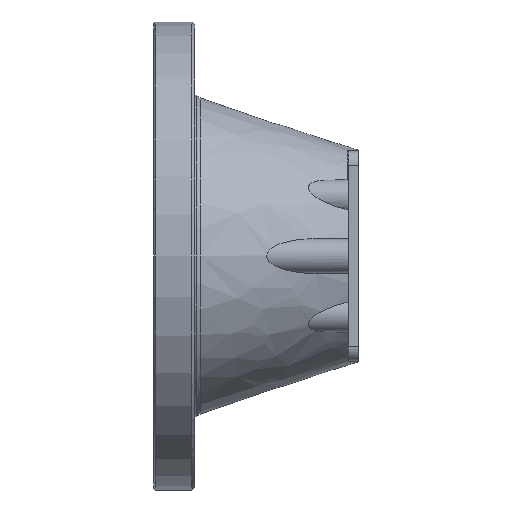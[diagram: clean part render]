
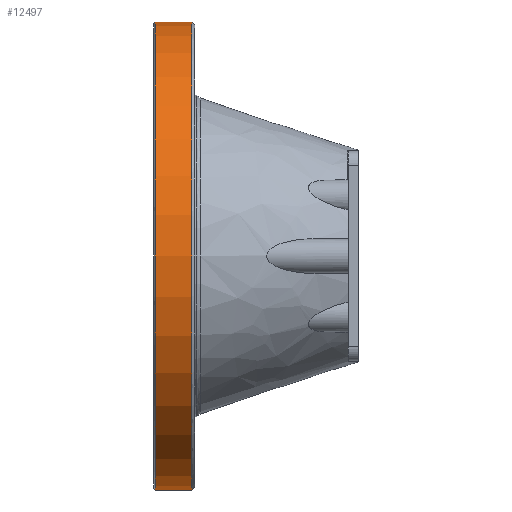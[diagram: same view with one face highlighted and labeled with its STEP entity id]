
A CAD part, front view. The second image highlights one B-rep face of the part: STEP entity #12497.
In plain terms, the highlighted cylindrical face has radius 80 mm (diameter 160 mm), a full revolution.
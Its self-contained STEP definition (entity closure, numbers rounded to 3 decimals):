
#12433=CARTESIAN_POINT('',(8.023,20.764,3.087));
#12434=VERTEX_POINT('',#12433);
#12444=CARTESIAN_POINT('',(8.023,-139.236,3.087));
#12445=VERTEX_POINT('',#12444);
#12446=CARTESIAN_POINT('',(8.023,-59.236,3.087));
#12447=DIRECTION('',(1.0,0.0,0.0));
#12448=DIRECTION('',(0.0,1.0,0.0));
#12449=AXIS2_PLACEMENT_3D('',#12446,#12447,#12448);
#12450=CIRCLE('',#12449,80.0);
#12451=EDGE_CURVE('',#12434,#12445,#12450,.T.);
#12453=CARTESIAN_POINT('',(8.023,-59.236,3.087));
#12454=DIRECTION('',(1.0,0.0,0.0));
#12455=DIRECTION('',(0.0,1.0,0.0));
#12456=AXIS2_PLACEMENT_3D('',#12453,#12454,#12455);
#12457=CIRCLE('',#12456,80.0);
#12458=EDGE_CURVE('',#12445,#12434,#12457,.T.);
#12463=CARTESIAN_POINT('',(9.023,-59.236,3.087));
#12464=DIRECTION('',(1.0,0.0,0.0));
#12465=DIRECTION('',(0.0,1.0,0.0));
#12466=AXIS2_PLACEMENT_3D('',#12463,#12464,#12465);
#12467=CYLINDRICAL_SURFACE('',#12466,80.0);
#12468=CARTESIAN_POINT('',(-4.477,20.764,3.087));
#12469=VERTEX_POINT('',#12468);
#12470=CARTESIAN_POINT('',(8.023,20.764,3.087));
#12471=DIRECTION('',(-1.0,0.0,0.0));
#12472=VECTOR('',#12471,12.5);
#12473=LINE('',#12470,#12472);
#12474=EDGE_CURVE('',#12434,#12469,#12473,.T.);
#12475=ORIENTED_EDGE('',*,*,#12474,.T.);
#12476=CARTESIAN_POINT('',(-4.477,-139.236,3.087));
#12477=VERTEX_POINT('',#12476);
#12478=CARTESIAN_POINT('',(-4.477,-59.236,3.087));
#12479=DIRECTION('',(1.0,0.0,0.0));
#12480=DIRECTION('',(0.0,1.0,0.0));
#12481=AXIS2_PLACEMENT_3D('',#12478,#12479,#12480);
#12482=CIRCLE('',#12481,80.0);
#12483=EDGE_CURVE('',#12469,#12477,#12482,.T.);
#12484=ORIENTED_EDGE('',*,*,#12483,.T.);
#12485=CARTESIAN_POINT('',(-4.477,-59.236,3.087));
#12486=DIRECTION('',(1.0,0.0,0.0));
#12487=DIRECTION('',(0.0,1.0,0.0));
#12488=AXIS2_PLACEMENT_3D('',#12485,#12486,#12487);
#12489=CIRCLE('',#12488,80.0);
#12490=EDGE_CURVE('',#12477,#12469,#12489,.T.);
#12491=ORIENTED_EDGE('',*,*,#12490,.T.);
#12492=ORIENTED_EDGE('',*,*,#12474,.F.);
#12493=ORIENTED_EDGE('',*,*,#12458,.F.);
#12494=ORIENTED_EDGE('',*,*,#12451,.F.);
#12495=EDGE_LOOP('',(#12475,#12484,#12491,#12492,#12493,#12494));
#12496=FACE_OUTER_BOUND('',#12495,.T.);
#12497=ADVANCED_FACE('',(#12496),#12467,.T.);
